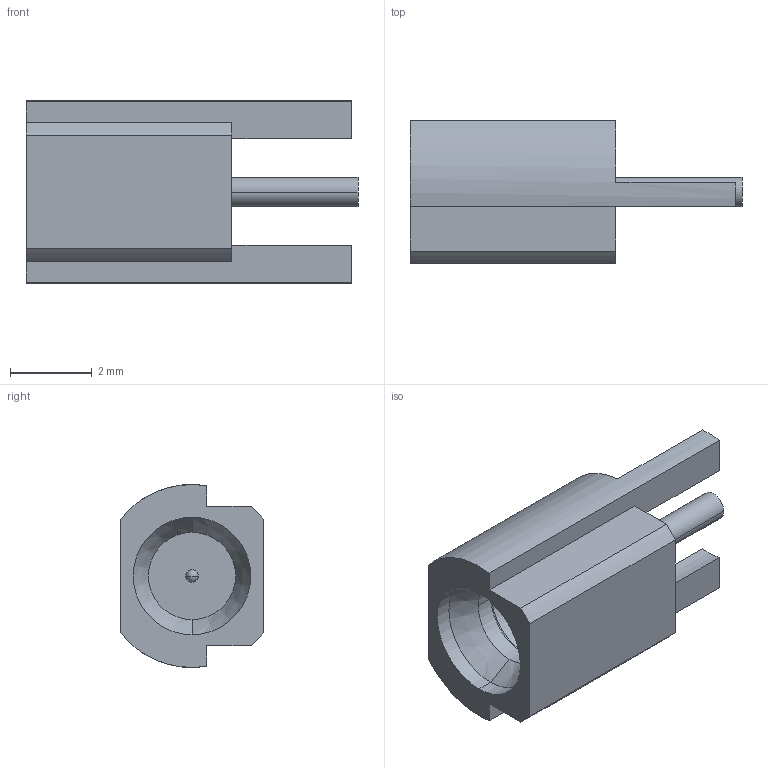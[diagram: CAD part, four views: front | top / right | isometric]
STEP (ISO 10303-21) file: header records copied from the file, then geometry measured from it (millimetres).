
FILE_DESCRIPTION((''),'2;1');
FILE_NAME('925-126J-51P_SW0001','2019-12-11T',('Vijayaragavan'),(''),'CREO PARAMETRIC BY PTC INC, 2018360','CREO PARAMETRIC BY PTC INC, 2018360','');
FILE_SCHEMA(('CONFIG_CONTROL_DESIGN'));
Length unit declared in the file: millimetre
Products named in the file (1): 925-126J-51P_SW0001
Bounding box: 8.11 x 3.51 x 4.47 mm (x, y, z)
Volume: 60.7 mm3; surface area: 138.4 mm2
Topology: 1 solids, 1 shells, 41 faces, 102 edges, 65 vertices
Faces by surface type: cylinder 16, plane 15, cone 8, sphere 2
Entity records: 1260 total; most frequent: DIRECTION 230, CARTESIAN_POINT 206, ORIENTED_EDGE 200, EDGE_CURVE 100, AXIS2_PLACEMENT_3D 89, VERTEX_POINT 65, VECTOR 52, LINE 52
